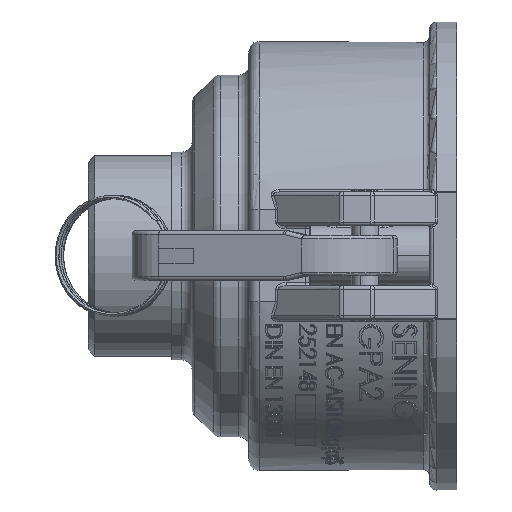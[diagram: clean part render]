
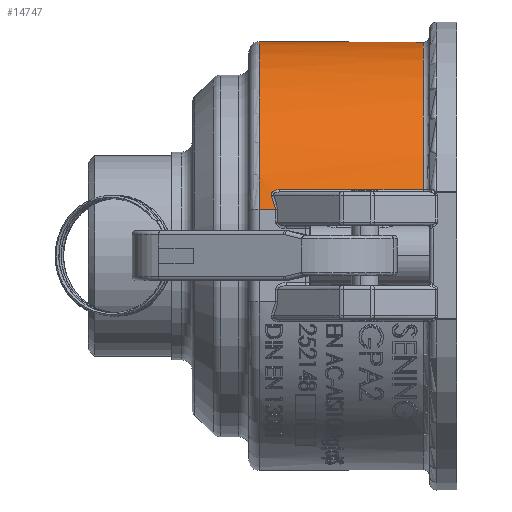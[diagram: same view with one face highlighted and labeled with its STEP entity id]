
A CAD part, top view. The second image highlights one B-rep face of the part: STEP entity #14747.
In plain terms, the highlighted cylindrical face has radius 64 mm (diameter 128 mm), a partial arc.
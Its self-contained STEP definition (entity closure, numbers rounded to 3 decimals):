
#3255 = CARTESIAN_POINT ( 'NONE',  ( 1.159, 12.359, -62.5 ) ) ;
#4041 = CARTESIAN_POINT ( 'NONE',  ( 45.178, 18.276, -60.895 ) ) ;
#5777 = CARTESIAN_POINT ( 'NONE',  ( -3.822, 12.359, -62.5 ) ) ;
#9556 = AXIS2_PLACEMENT_3D ( 'NONE', #29654, #29646, #29645 ) ;
#9953 = AXIS2_PLACEMENT_3D ( 'NONE', #11033, #12014, #11224 ) ;
#9965 = AXIS2_PLACEMENT_3D ( 'NONE', #12009, #11984, #11953 ) ;
#11033 = CARTESIAN_POINT ( 'NONE',  ( -3.822, -1.416, 0. ) ) ;
#11080 = CARTESIAN_POINT ( 'NONE',  ( 0.806, 13.685, -62.208 ) ) ;
#11112 = CARTESIAN_POINT ( 'NONE',  ( -54.822, 12.359, -62.5 ) ) ;
#11149 = CARTESIAN_POINT ( 'NONE',  ( 1.159, 12.359, 62.5 ) ) ;
#11224 = DIRECTION ( 'NONE',  ( 0., 0., -1. ) ) ;
#11262 = CARTESIAN_POINT ( 'NONE',  ( -54.822, 18.276, -60.895 ) ) ;
#11499 = DIRECTION ( 'NONE',  ( -1., 0., 0. ) ) ;
#11587 = CARTESIAN_POINT ( 'NONE',  ( 0.806, 13.685, 62.208 ) ) ;
#11624 = DIRECTION ( 'NONE',  ( -1., 0., 0. ) ) ;
#11708 = CARTESIAN_POINT ( 'NONE',  ( 0.401, 15.002, 61.873 ) ) ;
#11756 = CARTESIAN_POINT ( 'NONE',  ( 1.159, 12.359, -62.5 ) ) ;
#11768 = CARTESIAN_POINT ( 'NONE',  ( -54.822, 12.359, 62.5 ) ) ;
#11772 = CARTESIAN_POINT ( 'NONE',  ( -0.054, 16.307, -61.497 ) ) ;
#11777 = CARTESIAN_POINT ( 'NONE',  ( 2.328, 18.276, -60.895 ) ) ;
#11803 = CARTESIAN_POINT ( 'NONE',  ( 0.427, 17.767, -61.057 ) ) ;
#11872 = CARTESIAN_POINT ( 'NONE',  ( -0.132, 16.599, -61.412 ) ) ;
#11902 = CARTESIAN_POINT ( 'NONE',  ( -0.101, 17.046, -61.279 ) ) ;
#11943 = CARTESIAN_POINT ( 'NONE',  ( -0.054, 16.307, 61.497 ) ) ;
#11946 = CARTESIAN_POINT ( 'NONE',  ( 2.018, 18.276, -60.895 ) ) ;
#11953 = DIRECTION ( 'NONE',  ( 0., 0., -1. ) ) ;
#11967 = CARTESIAN_POINT ( 'NONE',  ( 0.306, 17.671, -61.088 ) ) ;
#11968 = CARTESIAN_POINT ( 'NONE',  ( 0.101, 17.45, -61.156 ) ) ;
#11969 = CARTESIAN_POINT ( 'NONE',  ( 1.114, 18.115, -60.947 ) ) ;
#11976 = CARTESIAN_POINT ( 'NONE',  ( 0.015, 17.322, -61.196 ) ) ;
#11984 = DIRECTION ( 'NONE',  ( -1., 0., 0. ) ) ;
#11989 = CARTESIAN_POINT ( 'NONE',  ( 0.817, 18.01, -60.981 ) ) ;
#11990 = DIRECTION ( 'NONE',  ( 1., 0., 0. ) ) ;
#11997 = CARTESIAN_POINT ( 'NONE',  ( -0.131, 16.897, -61.324 ) ) ;
#12008 = CARTESIAN_POINT ( 'NONE',  ( 0.401, 15.002, -61.873 ) ) ;
#12009 = CARTESIAN_POINT ( 'NONE',  ( 45.178, -1.416, 0. ) ) ;
#12011 = CARTESIAN_POINT ( 'NONE',  ( -0.054, 16.307, -61.497 ) ) ;
#12012 = CARTESIAN_POINT ( 'NONE',  ( 1.712, 18.248, -60.904 ) ) ;
#12014 = DIRECTION ( 'NONE',  ( 1., 0., 0. ) ) ;
#12041 = CARTESIAN_POINT ( 'NONE',  ( -0.104, 16.45, -61.456 ) ) ;
#13522 = EDGE_CURVE ( 'NONE', #18702, #41991, #34778, .T. ) ;
#13525 = EDGE_CURVE ( 'NONE', #41991, #41202, #34648, .T. ) ;
#13639 = EDGE_CURVE ( 'NONE', #40886, #18702, #55865, .T. ) ;
#13644 = EDGE_CURVE ( 'NONE', #40886, #18787, #34336, .T. ) ;
#13762 = EDGE_CURVE ( 'NONE', #41202, #42091, #34293, .T. ) ;
#13783 = EDGE_CURVE ( 'NONE', #19704, #42140, #55836, .T. ) ;
#13785 = EDGE_CURVE ( 'NONE', #42196, #18787, #34262, .T. ) ;
#13788 = EDGE_CURVE ( 'NONE', #42196, #42140, #34280, .T. ) ;
#13789 = EDGE_CURVE ( 'NONE', #18584, #19704, #34838, .T. ) ;
#13794 = EDGE_CURVE ( 'NONE', #42091, #18584, #34251, .T. ) ;
#14747 = ADVANCED_FACE ( 'NONE', ( #31161 ), #31160, .T. ) ;
#18584 = VERTEX_POINT ( 'NONE', #41229 ) ;
#18702 = VERTEX_POINT ( 'NONE', #41056 ) ;
#18787 = VERTEX_POINT ( 'NONE', #40974 ) ;
#19704 = VERTEX_POINT ( 'NONE', #40574 ) ;
#26948 = CARTESIAN_POINT ( 'NONE',  ( 45.178, 18.276, 60.895 ) ) ;
#27063 = CARTESIAN_POINT ( 'NONE',  ( 1.159, 12.359, 62.5 ) ) ;
#29645 = DIRECTION ( 'NONE',  ( 0., 0., 1. ) ) ;
#29646 = DIRECTION ( 'NONE',  ( -1., 0., 0. ) ) ;
#29654 = CARTESIAN_POINT ( 'NONE',  ( -54.822, -1.416, 0. ) ) ;
#31160 = CYLINDRICAL_SURFACE ( 'NONE', #9556, 64. ) ;
#31161 = FACE_OUTER_BOUND ( 'NONE', #38317, .T. ) ;
#34251 = LINE ( 'NONE', #11262, #34343 ) ;
#34262 = CIRCLE ( 'NONE', #9953, 64. ) ;
#34264 = VECTOR ( 'NONE', #11990, 1000. ) ;
#34280 = LINE ( 'NONE', #11112, #34264 ) ;
#34293 = CIRCLE ( 'NONE', #9965, 64. ) ;
#34334 = VECTOR ( 'NONE', #11499, 1000. ) ;
#34336 = LINE ( 'NONE', #11768, #34334 ) ;
#34343 = VECTOR ( 'NONE', #11624, 1000. ) ;
#34648 = LINE ( 'NONE', #54549, #34676 ) ;
#34676 = VECTOR ( 'NONE', #55454, 1000. ) ;
#34778 = B_SPLINE_CURVE_WITH_KNOTS ( 'NONE', 3,
 ( #54434, #55373, #54548, #54550, #54568, #54555, #54581, #54579, #54577, #54580, #54586, #54585, #54591, #55461 ),
 .UNSPECIFIED., .F., .F.,
 ( 4, 2, 2, 2, 2, 2, 4 ),
 ( 0., 0., 0.001, 0.001, 0.002, 0.003, 0.004 ),
 .UNSPECIFIED. ) ;
#34838 = B_SPLINE_CURVE_WITH_KNOTS ( 'NONE', 3,
 ( #11777, #11946, #12012, #11969, #11989, #11803, #11967, #11968, #11976, #11902, #11997, #11872, #12041, #12011 ),
 .UNSPECIFIED., .F., .F.,
 ( 4, 2, 2, 2, 2, 2, 4 ),
 ( 0., 0.001, 0.002, 0.002, 0.003, 0.003, 0.004 ),
 .UNSPECIFIED. ) ;
#38115 = ORIENTED_EDGE ( 'NONE', *, *, #13794, .T. ) ;
#38120 = ORIENTED_EDGE ( 'NONE', *, *, #13762, .T. ) ;
#38122 = ORIENTED_EDGE ( 'NONE', *, *, #13525, .T. ) ;
#38124 = ORIENTED_EDGE ( 'NONE', *, *, #13522, .T. ) ;
#38126 = ORIENTED_EDGE ( 'NONE', *, *, #13639, .T. ) ;
#38127 = ORIENTED_EDGE ( 'NONE', *, *, #13644, .F. ) ;
#38129 = ORIENTED_EDGE ( 'NONE', *, *, #13785, .T. ) ;
#38131 = ORIENTED_EDGE ( 'NONE', *, *, #13788, .F. ) ;
#38135 = ORIENTED_EDGE ( 'NONE', *, *, #13783, .T. ) ;
#38137 = ORIENTED_EDGE ( 'NONE', *, *, #13789, .T. ) ;
#38317 = EDGE_LOOP ( 'NONE', ( #38137, #38135, #38131, #38129, #38127, #38126, #38124, #38122, #38120, #38115 ) ) ;
#40574 = CARTESIAN_POINT ( 'NONE',  ( -0.054, 16.307, -61.497 ) ) ;
#40886 = VERTEX_POINT ( 'NONE', #27063 ) ;
#40974 = CARTESIAN_POINT ( 'NONE',  ( -3.822, 12.359, 62.5 ) ) ;
#41056 = CARTESIAN_POINT ( 'NONE',  ( -0.054, 16.307, 61.497 ) ) ;
#41202 = VERTEX_POINT ( 'NONE', #26948 ) ;
#41229 = CARTESIAN_POINT ( 'NONE',  ( 2.328, 18.276, -60.895 ) ) ;
#41991 = VERTEX_POINT ( 'NONE', #45608 ) ;
#42091 = VERTEX_POINT ( 'NONE', #4041 ) ;
#42140 = VERTEX_POINT ( 'NONE', #3255 ) ;
#42196 = VERTEX_POINT ( 'NONE', #5777 ) ;
#45608 = CARTESIAN_POINT ( 'NONE',  ( 2.328, 18.276, 60.895 ) ) ;
#54434 = CARTESIAN_POINT ( 'NONE',  ( -0.054, 16.307, 61.497 ) ) ;
#54548 = CARTESIAN_POINT ( 'NONE',  ( -0.132, 16.596, 61.413 ) ) ;
#54549 = CARTESIAN_POINT ( 'NONE',  ( -54.822, 18.276, 60.895 ) ) ;
#54550 = CARTESIAN_POINT ( 'NONE',  ( -0.131, 16.896, 61.324 ) ) ;
#54555 = CARTESIAN_POINT ( 'NONE',  ( 0.014, 17.321, 61.196 ) ) ;
#54568 = CARTESIAN_POINT ( 'NONE',  ( -0.102, 17.043, 61.28 ) ) ;
#54577 = CARTESIAN_POINT ( 'NONE',  ( 0.423, 17.764, 61.058 ) ) ;
#54579 = CARTESIAN_POINT ( 'NONE',  ( 0.305, 17.67, 61.088 ) ) ;
#54580 = CARTESIAN_POINT ( 'NONE',  ( 0.814, 18.009, 60.981 ) ) ;
#54581 = CARTESIAN_POINT ( 'NONE',  ( 0.099, 17.447, 61.157 ) ) ;
#54585 = CARTESIAN_POINT ( 'NONE',  ( 1.711, 18.248, 60.904 ) ) ;
#54586 = CARTESIAN_POINT ( 'NONE',  ( 1.106, 18.113, 60.948 ) ) ;
#54591 = CARTESIAN_POINT ( 'NONE',  ( 2.018, 18.276, 60.895 ) ) ;
#55373 = CARTESIAN_POINT ( 'NONE',  ( -0.104, 16.449, 61.456 ) ) ;
#55454 = DIRECTION ( 'NONE',  ( 1., 0., 0. ) ) ;
#55461 = CARTESIAN_POINT ( 'NONE',  ( 2.328, 18.276, 60.895 ) ) ;
#55836 =( BOUNDED_CURVE ( )  B_SPLINE_CURVE ( 3, ( #11772, #12008, #11080, #11756 ),
 .UNSPECIFIED., .F., .T. ) 
 B_SPLINE_CURVE_WITH_KNOTS ( ( 4, 4 ),
 ( 2.861, 2.925 ),
 .UNSPECIFIED. ) 
 CURVE ( )  GEOMETRIC_REPRESENTATION_ITEM ( )  RATIONAL_B_SPLINE_CURVE ( ( 1., 1., 1., 1. ) ) 
 REPRESENTATION_ITEM ( '' )  );
#55865 =( BOUNDED_CURVE ( )  B_SPLINE_CURVE ( 3, ( #11149, #11587, #11708, #11943 ),
 .UNSPECIFIED., .F., .T. ) 
 B_SPLINE_CURVE_WITH_KNOTS ( ( 4, 4 ),
 ( 3.359, 3.422 ),
 .UNSPECIFIED. ) 
 CURVE ( )  GEOMETRIC_REPRESENTATION_ITEM ( )  RATIONAL_B_SPLINE_CURVE ( ( 1., 1., 1., 1. ) ) 
 REPRESENTATION_ITEM ( '' )  );
